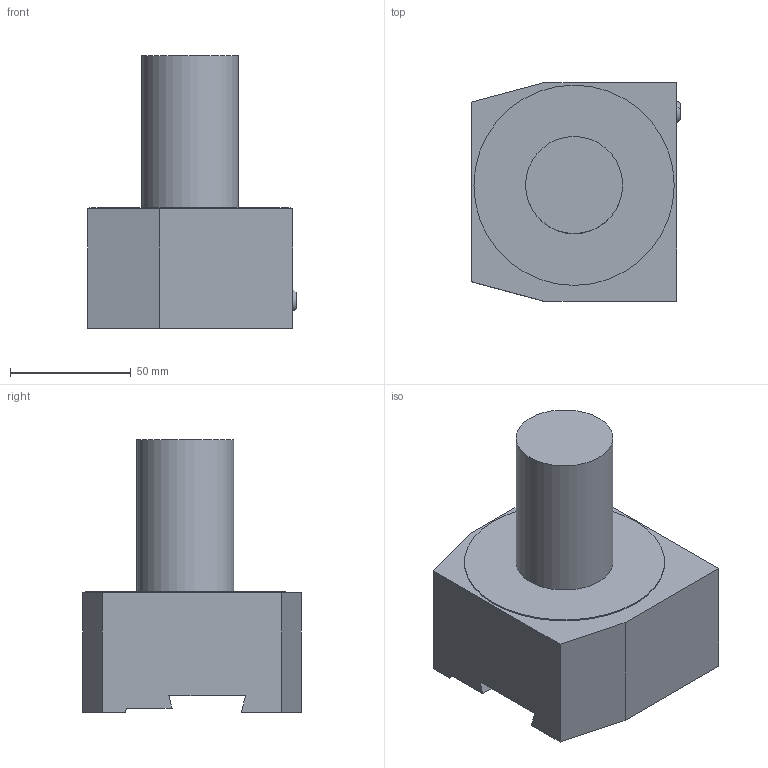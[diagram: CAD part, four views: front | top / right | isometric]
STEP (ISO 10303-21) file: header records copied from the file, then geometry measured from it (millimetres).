
FILE_DESCRIPTION(/* description */ (''),/* implementation_level */ '2;1');
FILE_NAME(/* name */ 'VDI.40-AL.32.stp',/* time_stamp */ '2024-10-02T09:06:04+02:00',/* author */ (''),/* organization */ (''),/* preprocessor_version */ 'ST-DEVELOPER v16.7',/* originating_system */ 'SIEMENS PLM Software NX 12.0',/* authorisation */ '');
FILE_SCHEMA (('AUTOMOTIVE_DESIGN { 1 0 10303 214 3 1 1 1 }'));
Length unit declared in the file: millimetre
Products named in the file (1): pf66111C9EA7pvj4
Bounding box: 86.6 x 90.5 x 113.1 mm (x, y, z)
Volume: 431508.3 mm3; surface area: 40705.8 mm2
Topology: 1 solids, 1 shells, 22 faces, 52 edges, 35 vertices
Faces by surface type: plane 17, cylinder 3, sphere 2
Full cylindrical faces by diameter (mm): 40.2 x1
Entity records: 737 total; most frequent: DIRECTION 124, CARTESIAN_POINT 119, ORIENTED_EDGE 106, EDGE_CURVE 53, AXIS2_PLACEMENT_3D 42, LINE 40, VECTOR 40, VERTEX_POINT 37
